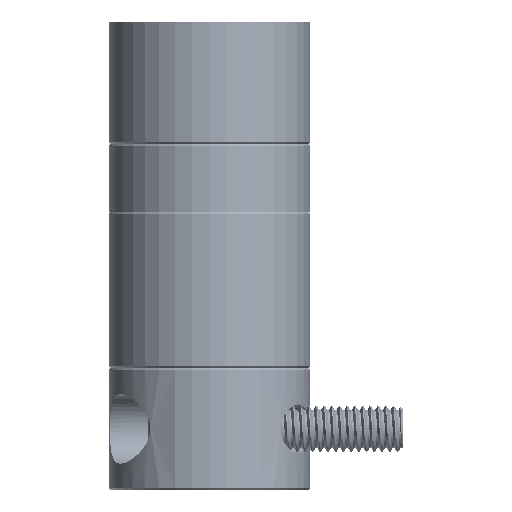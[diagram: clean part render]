
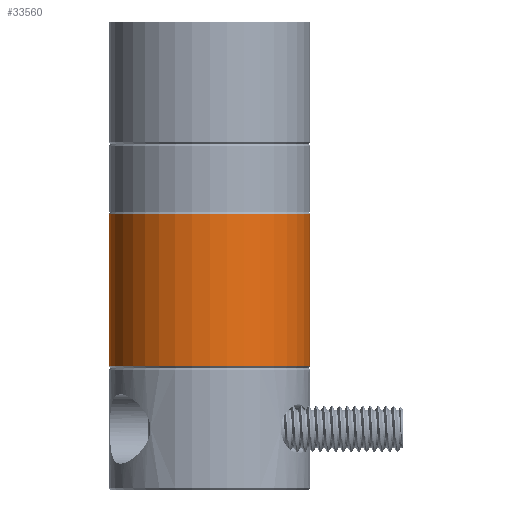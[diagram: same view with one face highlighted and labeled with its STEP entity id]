
A CAD part, left-side view. The second image highlights one B-rep face of the part: STEP entity #33560.
In plain terms, the highlighted cylindrical face has radius 6.5 mm (diameter 13 mm), a partial arc.
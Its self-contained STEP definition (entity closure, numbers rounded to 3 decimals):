
#1635 = CARTESIAN_POINT ( 'NONE',  ( 20.5, 6.5, -4.4 ) ) ;
#1757 = EDGE_LOOP ( 'NONE', ( #31342, #29187, #36690, #27133 ) ) ;
#3242 = EDGE_CURVE ( 'NONE', #15425, #7899, #31423, .T. ) ;
#3947 = EDGE_CURVE ( 'NONE', #12765, #15425, #37838, .T. ) ;
#6759 = CYLINDRICAL_SURFACE ( 'NONE', #14711, 6.5 ) ;
#7899 = VERTEX_POINT ( 'NONE', #16182 ) ;
#8155 = DIRECTION ( 'NONE',  ( 0., 0., 1. ) ) ;
#9670 = AXIS2_PLACEMENT_3D ( 'NONE', #23505, #8155, #32167 ) ;
#10498 = DIRECTION ( 'NONE',  ( 0., 0., 1. ) ) ;
#10531 = DIRECTION ( 'NONE',  ( 1., 0., 0. ) ) ;
#11606 = VECTOR ( 'NONE', #13219, 1000. ) ;
#12765 = VERTEX_POINT ( 'NONE', #23450 ) ;
#13219 = DIRECTION ( 'NONE',  ( 0., 0., 1. ) ) ;
#13475 = CARTESIAN_POINT ( 'NONE',  ( 20.5, 0., -0.1 ) ) ;
#13810 = AXIS2_PLACEMENT_3D ( 'NONE', #13475, #25470, #10531 ) ;
#14365 = CARTESIAN_POINT ( 'NONE',  ( 20.5, 6.5, -0.1 ) ) ;
#14711 = AXIS2_PLACEMENT_3D ( 'NONE', #27604, #15991, #33910 ) ;
#15425 = VERTEX_POINT ( 'NONE', #14365 ) ;
#15991 = DIRECTION ( 'NONE',  ( 0., 0., 1. ) ) ;
#16182 = CARTESIAN_POINT ( 'NONE',  ( 20.5, -6.5, -0.1 ) ) ;
#17557 = VERTEX_POINT ( 'NONE', #38467 ) ;
#18358 = FACE_OUTER_BOUND ( 'NONE', #1757, .T. ) ;
#22034 = VECTOR ( 'NONE', #10498, 1000. ) ;
#23450 = CARTESIAN_POINT ( 'NONE',  ( 20.5, 6.5, -10. ) ) ;
#23505 = CARTESIAN_POINT ( 'NONE',  ( 20.5, 0., -10. ) ) ;
#25470 = DIRECTION ( 'NONE',  ( 0., 0., -1. ) ) ;
#27133 = ORIENTED_EDGE ( 'NONE', *, *, #3242, .T. ) ;
#27604 = CARTESIAN_POINT ( 'NONE',  ( 20.5, 0., -4.4 ) ) ;
#28349 = LINE ( 'NONE', #37053, #11606 ) ;
#28935 = EDGE_CURVE ( 'NONE', #17557, #7899, #28349, .T. ) ;
#29136 = CIRCLE ( 'NONE', #9670, 6.5 ) ;
#29187 = ORIENTED_EDGE ( 'NONE', *, *, #33012, .T. ) ;
#31342 = ORIENTED_EDGE ( 'NONE', *, *, #28935, .F. ) ;
#31423 = CIRCLE ( 'NONE', #13810, 6.5 ) ;
#32167 = DIRECTION ( 'NONE',  ( -1., 0., 0. ) ) ;
#33012 = EDGE_CURVE ( 'NONE', #17557, #12765, #29136, .T. ) ;
#33560 = ADVANCED_FACE ( 'NONE', ( #18358 ), #6759, .T. ) ;
#33910 = DIRECTION ( 'NONE',  ( 1., 0., 0. ) ) ;
#36690 = ORIENTED_EDGE ( 'NONE', *, *, #3947, .T. ) ;
#37053 = CARTESIAN_POINT ( 'NONE',  ( 20.5, -6.5, -4.4 ) ) ;
#37838 = LINE ( 'NONE', #1635, #22034 ) ;
#38467 = CARTESIAN_POINT ( 'NONE',  ( 20.5, -6.5, -10. ) ) ;
